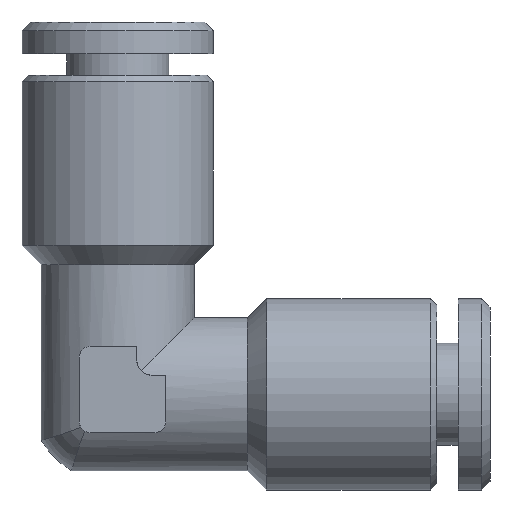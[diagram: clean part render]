
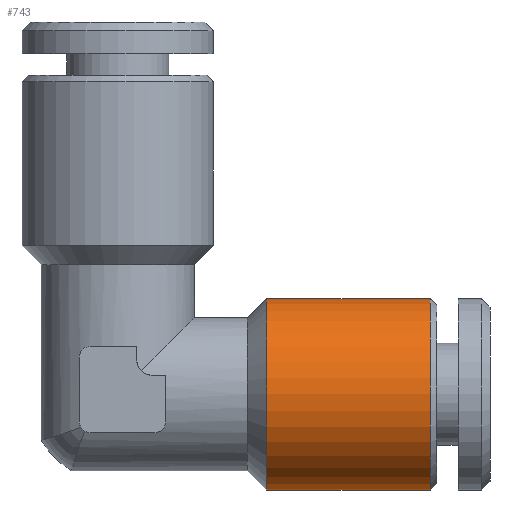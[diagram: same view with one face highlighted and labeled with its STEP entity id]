
A CAD part, front view. The second image highlights one B-rep face of the part: STEP entity #743.
In plain terms, the highlighted cylindrical face has radius 4.5 mm (diameter 9 mm), a full revolution.
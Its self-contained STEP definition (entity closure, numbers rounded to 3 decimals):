
#189=ORIENTED_EDGE('',*,*,#381,.F.);
#190=ORIENTED_EDGE('',*,*,#380,.T.);
#380=EDGE_CURVE('',#475,#475,#526,.T.);
#381=EDGE_CURVE('',#476,#476,#527,.T.);
#475=VERTEX_POINT('',#1253);
#476=VERTEX_POINT('',#1256);
#526=CIRCLE('',#818,4.5);
#527=CIRCLE('',#820,4.5);
#567=EDGE_LOOP('',(#189));
#568=EDGE_LOOP('',(#190));
#647=FACE_BOUND('',#567,.T.);
#648=FACE_BOUND('',#568,.T.);
#721=CYLINDRICAL_SURFACE('',#819,4.5);
#743=ADVANCED_FACE('',(#647,#648),#721,.T.);
#818=AXIS2_PLACEMENT_3D('',#1252,#937,#938);
#819=AXIS2_PLACEMENT_3D('',#1254,#939,#940);
#820=AXIS2_PLACEMENT_3D('',#1255,#941,#942);
#937=DIRECTION('',(1.,0.,0.));
#938=DIRECTION('',(0.,0.,-1.));
#939=DIRECTION('',(1.,0.,0.));
#940=DIRECTION('',(0.,0.,-1.));
#941=DIRECTION('',(1.,0.,0.));
#942=DIRECTION('',(0.,0.,-1.));
#1252=CARTESIAN_POINT('',(7.,0.,0.));
#1253=CARTESIAN_POINT('',(7.,0.,-4.5));
#1254=CARTESIAN_POINT('',(17.5,0.,0.));
#1255=CARTESIAN_POINT('',(14.7,0.,0.));
#1256=CARTESIAN_POINT('',(14.7,0.,-4.5));
